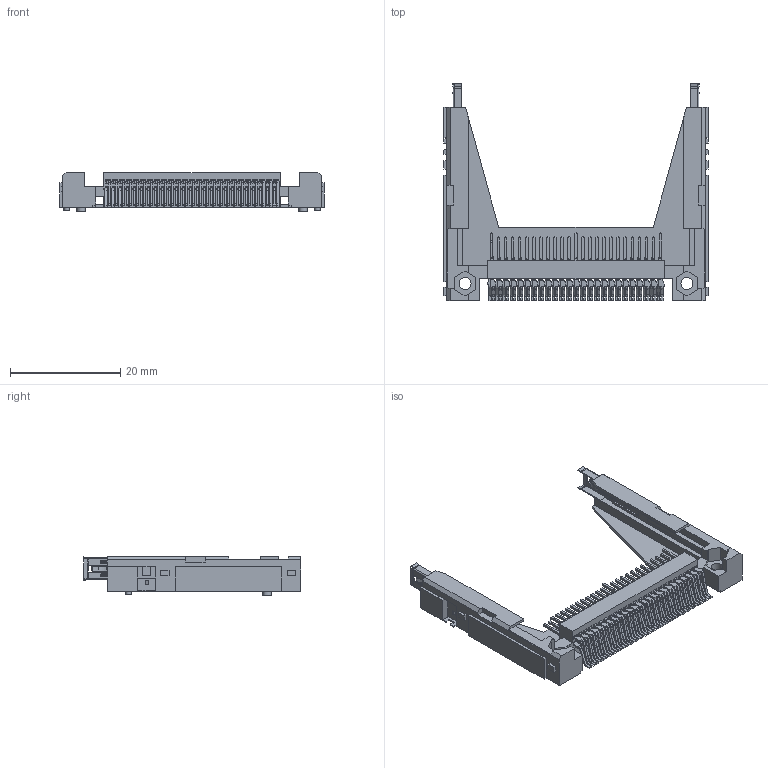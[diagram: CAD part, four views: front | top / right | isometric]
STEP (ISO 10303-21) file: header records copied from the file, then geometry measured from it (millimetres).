
FILE_DESCRIPTION( ( 'Unknown' ), '1' );
FILE_NAME( '693120025011.stp', 'Unknown', ( 'Unknown' ), ( 'Unknown' ), 'PSStep 17.0.49', 'Unknown', ' ' );
FILE_SCHEMA( ( 'AUTOMOTIVE_DESIGN { 1 0 10303 214 1 1 1 1 }' ) );
Length unit declared in the file: millimetre
Products named in the file (11): Assem1; 693120025011_PATTE; 693120025011_HOUSING; 693120025011_GUIDE; 693120025011_GUIDE_mir; 693120025011_PIN_HAUT_COURTE; 693120025011_PIN_BAS_LONGUE; 693120025011_PIN_HAUT; 693120025011_PIN_BAS; 693120025011_PIN_HAUT_LONGUE; 693120025011_PIN_BAS_COURTE
Assembly tree (55 placements, depth 2):
  Assem1
    693120025011_PATTE  x2
    693120025011_HOUSING
    693120025011_GUIDE
    693120025011_GUIDE_mir
    693120025011_PIN_HAUT_COURTE
    693120025011_PIN_BAS_LONGUE  x2
    693120025011_PIN_HAUT  x22
    693120025011_PIN_BAS  x22
    693120025011_PIN_HAUT_LONGUE  x2
    693120025011_PIN_BAS_COURTE
Bounding box: 47.8 x 39.34 x 7.05 mm (x, y, z)
Volume: 2191.4 mm3; surface area: 5423.9 mm2
Topology: 55 solids, 55 shells, 2642 faces, 6842 edges, 4318 vertices
Faces by surface type: plane 1969, cylinder 649, bspline 16, torus 8
Full cylindrical faces by diameter (mm): 1 x2, 1.6 x2, 2.15 x2
Entity records: 40778 total; most frequent: CARTESIAN_POINT 6046, ORIENTED_EDGE 5448, DIRECTION 5182, EDGE_CURVE 2724, LINE 2358, VECTOR 2358, VERTEX_POINT 1710, AXIS2_PLACEMENT_3D 1412
